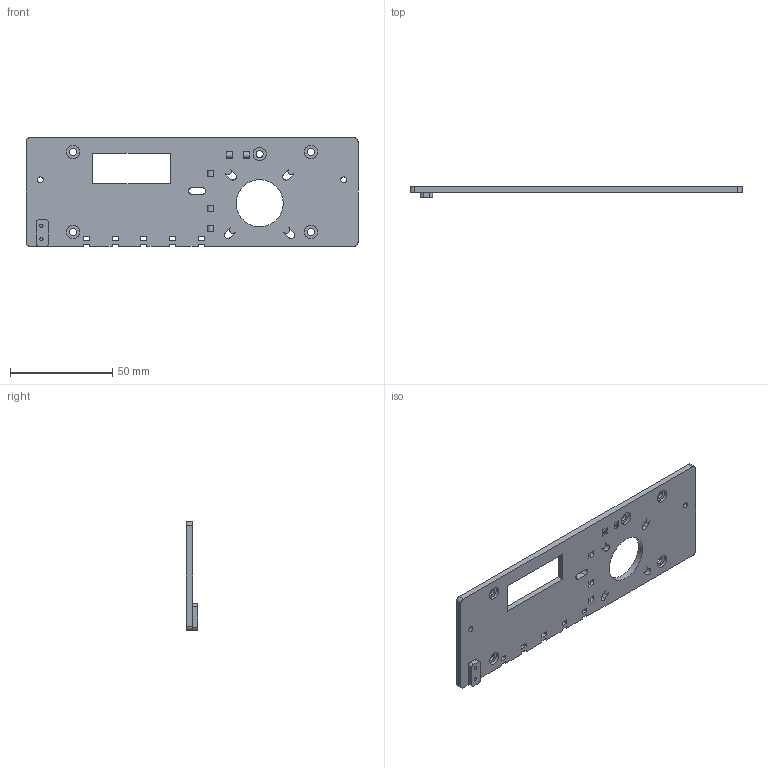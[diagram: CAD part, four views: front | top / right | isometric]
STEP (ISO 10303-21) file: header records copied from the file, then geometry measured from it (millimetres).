
FILE_DESCRIPTION(('FreeCAD Model'),'2;1');
FILE_NAME('Open CASCADE Shape Model','2023-04-25T16:54:21',('Author'),( ''),'Open CASCADE STEP processor 7.5','FreeCAD','Unknown');
FILE_SCHEMA(('AUTOMOTIVE_DESIGN { 1 0 10303 214 1 1 1 1 }'));
Length unit declared in the file: millimetre
Products named in the file (1): x-motor-plate
Bounding box: 162 x 5.5 x 53 mm (x, y, z)
Volume: 22096.8 mm3; surface area: 17723.6 mm2
Topology: 1 solids, 1 shells, 129 faces, 397 edges, 272 vertices
Faces by surface type: plane 81, cylinder 48
Full cylindrical faces by diameter (mm): 1.6 x2, 2.8 x2, 3.4 x1, 3.6 x4, 6.4 x5, 23 x1
Entity records: 10125 total; most frequent: CARTESIAN_POINT 2134, DIRECTION 1256, ORIENTED_EDGE 794, PCURVE 794, DEFINITIONAL_REPRESENTATION 794, LINE 694, VECTOR 694, EDGE_CURVE 397
